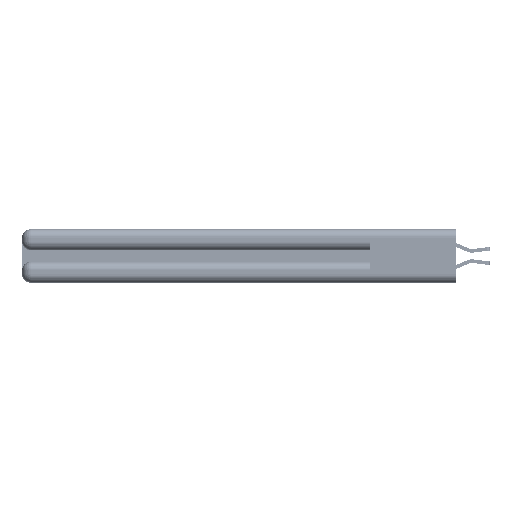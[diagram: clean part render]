
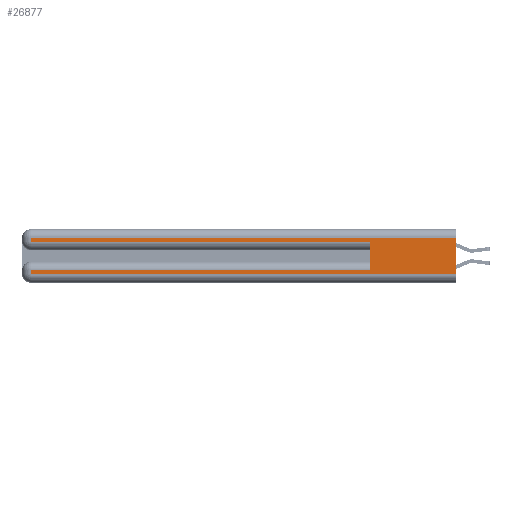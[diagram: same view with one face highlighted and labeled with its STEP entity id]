
A CAD part, left-side view. The second image highlights one B-rep face of the part: STEP entity #26877.
In plain terms, the highlighted planar face has unit normal (-1, 0, 0).
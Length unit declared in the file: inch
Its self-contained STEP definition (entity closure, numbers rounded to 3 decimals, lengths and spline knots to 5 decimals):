
#156 = VECTOR ( 'NONE', #16156, 39.37008 ) ;
#241 = LINE ( 'NONE', #28741, #17763 ) ;
#1106 = LINE ( 'NONE', #14573, #26762 ) ;
#1661 = VERTEX_POINT ( 'NONE', #44443 ) ;
#1692 = VERTEX_POINT ( 'NONE', #6413 ) ;
#2401 = EDGE_CURVE ( 'NONE', #1692, #6415, #35484, .T. ) ;
#2407 = FACE_OUTER_BOUND ( 'NONE', #26558, .T. ) ;
#3303 = CARTESIAN_POINT ( 'NONE',  ( 0., 0., 0.06 ) ) ;
#3660 = VECTOR ( 'NONE', #37031, 39.37008 ) ;
#3755 = VERTEX_POINT ( 'NONE', #3303 ) ;
#6413 = CARTESIAN_POINT ( 'NONE',  ( 0., 2.94, 0.085 ) ) ;
#6415 = VERTEX_POINT ( 'NONE', #40799 ) ;
#7737 = VERTEX_POINT ( 'NONE', #21901 ) ;
#9014 = VERTEX_POINT ( 'NONE', #21662 ) ;
#9054 = VECTOR ( 'NONE', #22046, 39.37008 ) ;
#10471 = CARTESIAN_POINT ( 'NONE',  ( 0., 0., 0.285 ) ) ;
#10723 = ORIENTED_EDGE ( 'NONE', *, *, #11145, .T. ) ;
#11145 = EDGE_CURVE ( 'NONE', #26978, #1692, #40604, .T. ) ;
#12501 = ORIENTED_EDGE ( 'NONE', *, *, #27463, .T. ) ;
#12984 = ORIENTED_EDGE ( 'NONE', *, *, #43838, .F. ) ;
#13164 = PLANE ( 'NONE',  #29114 ) ;
#13753 = VECTOR ( 'NONE', #38217, 39.37008 ) ;
#14573 = CARTESIAN_POINT ( 'NONE',  ( 0., 0., 0.37 ) ) ;
#15637 = ORIENTED_EDGE ( 'NONE', *, *, #28783, .F. ) ;
#16156 = DIRECTION ( 'NONE',  ( 0., 0., -1. ) ) ;
#17029 = VECTOR ( 'NONE', #27514, 39.37008 ) ;
#17763 = VECTOR ( 'NONE', #35516, 39.37008 ) ;
#18632 = EDGE_CURVE ( 'NONE', #7737, #9014, #36758, .T. ) ;
#19288 = ORIENTED_EDGE ( 'NONE', *, *, #2401, .T. ) ;
#20175 = CARTESIAN_POINT ( 'NONE',  ( 0., 0., 0.37 ) ) ;
#21662 = CARTESIAN_POINT ( 'NONE',  ( 0., 2.94, 0.31 ) ) ;
#21901 = CARTESIAN_POINT ( 'NONE',  ( 0., 0., 0.31 ) ) ;
#21912 = LINE ( 'NONE', #10471, #13753 ) ;
#22046 = DIRECTION ( 'NONE',  ( 0., 1., 0. ) ) ;
#22489 = CARTESIAN_POINT ( 'NONE',  ( 0., 0.6, 0.285 ) ) ;
#23673 = DIRECTION ( 'NONE',  ( 0., 0., -1. ) ) ;
#24333 = ORIENTED_EDGE ( 'NONE', *, *, #44902, .T. ) ;
#24744 = LINE ( 'NONE', #36947, #156 ) ;
#25753 = ORIENTED_EDGE ( 'NONE', *, *, #26475, .T. ) ;
#26475 = EDGE_CURVE ( 'NONE', #6415, #3755, #241, .T. ) ;
#26558 = EDGE_LOOP ( 'NONE', ( #15637, #28400, #12501, #24333, #12984, #10723, #19288, #25753 ) ) ;
#26762 = VECTOR ( 'NONE', #28606, 39.37008 ) ;
#26877 = ADVANCED_FACE ( 'NONE', ( #2407 ), #13164, .F. ) ;
#26978 = VERTEX_POINT ( 'NONE', #30974 ) ;
#27463 = EDGE_CURVE ( 'NONE', #9014, #1661, #24744, .T. ) ;
#27514 = DIRECTION ( 'NONE',  ( 0., 0., -1. ) ) ;
#28400 = ORIENTED_EDGE ( 'NONE', *, *, #18632, .T. ) ;
#28606 = DIRECTION ( 'NONE',  ( 0., 0., -1. ) ) ;
#28741 = CARTESIAN_POINT ( 'NONE',  ( 0., 0., 0.06 ) ) ;
#28783 = EDGE_CURVE ( 'NONE', #7737, #3755, #1106, .T. ) ;
#29114 = AXIS2_PLACEMENT_3D ( 'NONE', #20175, #44355, #23673 ) ;
#30082 = CARTESIAN_POINT ( 'NONE',  ( 0., 0., 0.085 ) ) ;
#30974 = CARTESIAN_POINT ( 'NONE',  ( 0., 0.6, 0.085 ) ) ;
#31010 = CARTESIAN_POINT ( 'NONE',  ( 0., 2.94, 0.37 ) ) ;
#34903 = VERTEX_POINT ( 'NONE', #22489 ) ;
#35484 = LINE ( 'NONE', #31010, #17029 ) ;
#35516 = DIRECTION ( 'NONE',  ( 0., -1., 0. ) ) ;
#35616 = DIRECTION ( 'NONE',  ( 0., 0., 1. ) ) ;
#35855 = CARTESIAN_POINT ( 'NONE',  ( 0., 0., 0.31 ) ) ;
#36758 = LINE ( 'NONE', #35855, #9054 ) ;
#36947 = CARTESIAN_POINT ( 'NONE',  ( 0., 2.94, 0.37 ) ) ;
#37031 = DIRECTION ( 'NONE',  ( 0., 1., 0. ) ) ;
#37732 = LINE ( 'NONE', #42367, #44725 ) ;
#38217 = DIRECTION ( 'NONE',  ( 0., -1., 0. ) ) ;
#40604 = LINE ( 'NONE', #30082, #3660 ) ;
#40799 = CARTESIAN_POINT ( 'NONE',  ( 0., 2.94, 0.06 ) ) ;
#42367 = CARTESIAN_POINT ( 'NONE',  ( 0., 0.6, 0.145 ) ) ;
#43838 = EDGE_CURVE ( 'NONE', #26978, #34903, #37732, .T. ) ;
#44355 = DIRECTION ( 'NONE',  ( 1., 0., 0. ) ) ;
#44443 = CARTESIAN_POINT ( 'NONE',  ( 0., 2.94, 0.285 ) ) ;
#44725 = VECTOR ( 'NONE', #35616, 39.37008 ) ;
#44902 = EDGE_CURVE ( 'NONE', #1661, #34903, #21912, .T. ) ;
